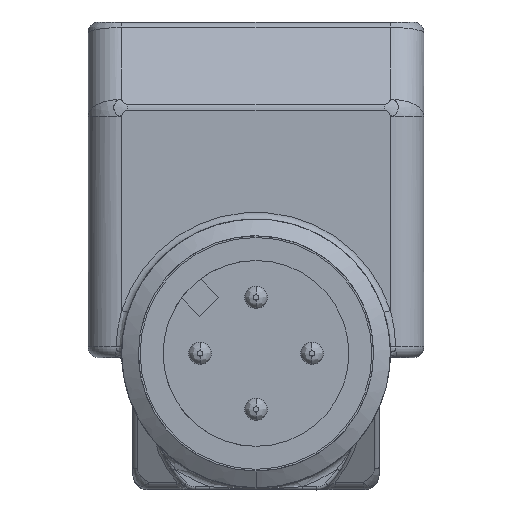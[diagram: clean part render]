
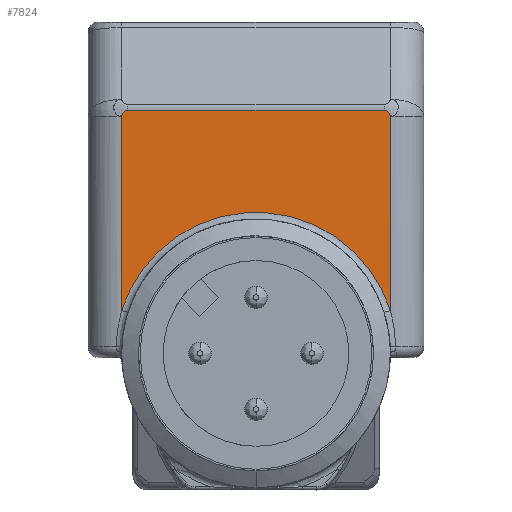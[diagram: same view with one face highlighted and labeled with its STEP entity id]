
A CAD part, front view. The second image highlights one B-rep face of the part: STEP entity #7824.
In plain terms, the highlighted planar face has unit normal (0, -1, 0).
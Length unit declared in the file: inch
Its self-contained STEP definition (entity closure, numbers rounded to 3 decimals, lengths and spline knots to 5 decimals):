
#373=DIRECTION('',(0.,0.,-1.));
#374=VECTOR('',#373,0.34162);
#375=CARTESIAN_POINT('',(-0.23622,-0.67913,
0.1574));
#376=LINE('',#375,#374);
#386=CARTESIAN_POINT('',(-0.23622,-0.67913,
0.1574));
#387=CARTESIAN_POINT('',(-0.23608,-0.67913,
0.16249));
#388=CARTESIAN_POINT('',(-0.23076,-0.67913,
0.16795));
#389=CARTESIAN_POINT('',(-0.22567,-0.67913,
0.16795));
#391=CARTESIAN_POINT('',(0.23622,-0.67913,
0.1574));
#392=CARTESIAN_POINT('',(0.23608,-0.67913,
0.16249));
#393=CARTESIAN_POINT('',(0.23076,-0.67913,
0.16795));
#394=CARTESIAN_POINT('',(0.22567,-0.67913,
0.16795));
#400=DIRECTION('',(0.,0.,1.));
#401=VECTOR('',#400,0.34162);
#402=CARTESIAN_POINT('',(0.23622,-0.67913,
-0.18422));
#403=LINE('',#402,#401);
#3464=CARTESIAN_POINT('',(-0.23622,-0.67913,
-0.18422));
#3484=CARTESIAN_POINT('',(0.,-0.67913,-0.25984));
#3485=DIRECTION('',(0.,-1.,0.));
#3486=DIRECTION('',(0.952,0.,0.305));
#3487=AXIS2_PLACEMENT_3D('',#3484,#3485,#3486);
#5510=DIRECTION('',(-1.,0.,0.));
#5511=VECTOR('',#5510,0.45134);
#5512=CARTESIAN_POINT('',(0.22567,-0.67913,
0.16795));
#5513=LINE('',#5512,#5511);
#6619=VERTEX_POINT('',#391);
#6620=VERTEX_POINT('',#394);
#6626=CARTESIAN_POINT('',(-0.22567,-0.67913,
0.16795));
#6627=VERTEX_POINT('',#6626);
#6628=VERTEX_POINT('',#386);
#7135=VERTEX_POINT('',#3464);
#7139=CARTESIAN_POINT('',(0.23622,-0.67913,
-0.18422));
#7140=VERTEX_POINT('',#7139);
#7806=CARTESIAN_POINT('',(-0.29528,-0.67913,
0.01969));
#7807=DIRECTION('',(0.,-1.,0.));
#7808=DIRECTION('',(1.,0.,0.));
#7809=AXIS2_PLACEMENT_3D('',#7806,#7807,#7808);
#7810=PLANE('',#7809);
#7812=ORIENTED_EDGE('',*,*,#7811,.F.);
#7814=ORIENTED_EDGE('',*,*,#7813,.T.);
#7815=ORIENTED_EDGE('',*,*,#7794,.F.);
#7817=ORIENTED_EDGE('',*,*,#7816,.T.);
#7819=ORIENTED_EDGE('',*,*,#7818,.F.);
#7821=ORIENTED_EDGE('',*,*,#7820,.F.);
#7822=EDGE_LOOP('',(#7812,#7814,#7815,#7817,#7819,#7821));
#7823=FACE_OUTER_BOUND('',#7822,.F.);
#7824=ADVANCED_FACE('',(#7823),#7810,.T.);
#390=B_SPLINE_CURVE_WITH_KNOTS('',3,(#386,#387,#388,#389),.UNSPECIFIED.,.F.,.F.,
(4,4),(0.,1.),.UNSPECIFIED.);
#395=B_SPLINE_CURVE_WITH_KNOTS('',3,(#391,#392,#393,#394),.UNSPECIFIED.,.F.,.F.,
(4,4),(0.,1.),.UNSPECIFIED.);
#3488=CIRCLE('',#3487,0.24803);
#7794=EDGE_CURVE('',#6628,#7135,#376,.T.);
#7811=EDGE_CURVE('',#7140,#6619,#403,.T.);
#7813=EDGE_CURVE('',#7140,#7135,#3488,.T.);
#7816=EDGE_CURVE('',#6628,#6627,#390,.T.);
#7818=EDGE_CURVE('',#6620,#6627,#5513,.T.);
#7820=EDGE_CURVE('',#6619,#6620,#395,.T.);
